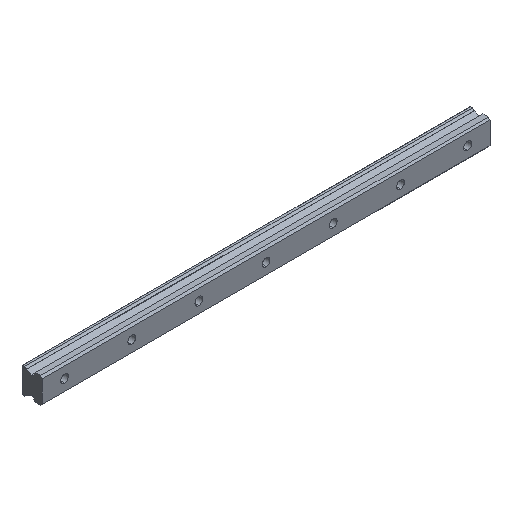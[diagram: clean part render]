
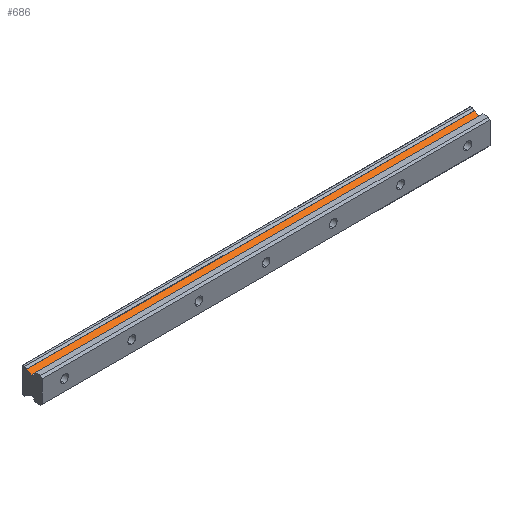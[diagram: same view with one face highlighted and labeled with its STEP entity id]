
A CAD part, isometric view. The second image highlights one B-rep face of the part: STEP entity #686.
In plain terms, the highlighted planar face has unit normal (0, -0.499, 0.867).
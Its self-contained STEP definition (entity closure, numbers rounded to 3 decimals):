
#24 = LINE ( 'NONE', #1111, #1227 ) ;
#77 = DIRECTION ( 'NONE',  ( -1., 0., 0. ) ) ;
#100 = FACE_OUTER_BOUND ( 'NONE', #1722, .T. ) ;
#108 = DIRECTION ( 'NONE',  ( 0., 0.499, -0.866 ) ) ;
#112 = CARTESIAN_POINT ( 'NONE',  ( -20., 13.68, 10.315 ) ) ;
#161 = VERTEX_POINT ( 'NONE', #1267 ) ;
#237 = PLANE ( 'NONE',  #283 ) ;
#283 = AXIS2_PLACEMENT_3D ( 'NONE', #1776, #108, #1302 ) ;
#342 = ORIENTED_EDGE ( 'NONE', *, *, #1287, .F. ) ;
#457 = CARTESIAN_POINT ( 'NONE',  ( 380., 9.514, 7.915 ) ) ;
#518 = EDGE_CURVE ( 'NONE', #161, #1705, #1522, .T. ) ;
#519 = LINE ( 'NONE', #1761, #1014 ) ;
#523 = CARTESIAN_POINT ( 'NONE',  ( 380., 13.68, 10.315 ) ) ;
#540 = DIRECTION ( 'NONE',  ( 1., 0., 0. ) ) ;
#574 = VECTOR ( 'NONE', #77, 1000. ) ;
#686 = ADVANCED_FACE ( 'NONE', ( #100 ), #237, .F. ) ;
#768 = VERTEX_POINT ( 'NONE', #523 ) ;
#879 = ORIENTED_EDGE ( 'NONE', *, *, #1061, .F. ) ;
#901 = ORIENTED_EDGE ( 'NONE', *, *, #1981, .F. ) ;
#942 = VECTOR ( 'NONE', #1039, 1000. ) ;
#1001 = CARTESIAN_POINT ( 'NONE',  ( 380., 9.514, 7.915 ) ) ;
#1014 = VECTOR ( 'NONE', #540, 1000. ) ;
#1039 = DIRECTION ( 'NONE',  ( 0., -0.866, -0.499 ) ) ;
#1061 = EDGE_CURVE ( 'NONE', #161, #768, #519, .T. ) ;
#1111 = CARTESIAN_POINT ( 'NONE',  ( 380., 13.68, 10.315 ) ) ;
#1227 = VECTOR ( 'NONE', #1567, 1000. ) ;
#1267 = CARTESIAN_POINT ( 'NONE',  ( -20., 13.68, 10.315 ) ) ;
#1287 = EDGE_CURVE ( 'NONE', #1771, #1705, #1473, .T. ) ;
#1302 = DIRECTION ( 'NONE',  ( 0., 0.866, 0.499 ) ) ;
#1473 = LINE ( 'NONE', #1001, #574 ) ;
#1522 = LINE ( 'NONE', #112, #942 ) ;
#1567 = DIRECTION ( 'NONE',  ( 0., -0.866, -0.499 ) ) ;
#1705 = VERTEX_POINT ( 'NONE', #1913 ) ;
#1722 = EDGE_LOOP ( 'NONE', ( #342, #901, #879, #1750 ) ) ;
#1750 = ORIENTED_EDGE ( 'NONE', *, *, #518, .T. ) ;
#1761 = CARTESIAN_POINT ( 'NONE',  ( 380., 13.68, 10.315 ) ) ;
#1771 = VERTEX_POINT ( 'NONE', #457 ) ;
#1776 = CARTESIAN_POINT ( 'NONE',  ( 380., 13.68, 10.315 ) ) ;
#1913 = CARTESIAN_POINT ( 'NONE',  ( -20., 9.514, 7.915 ) ) ;
#1981 = EDGE_CURVE ( 'NONE', #768, #1771, #24, .T. ) ;
